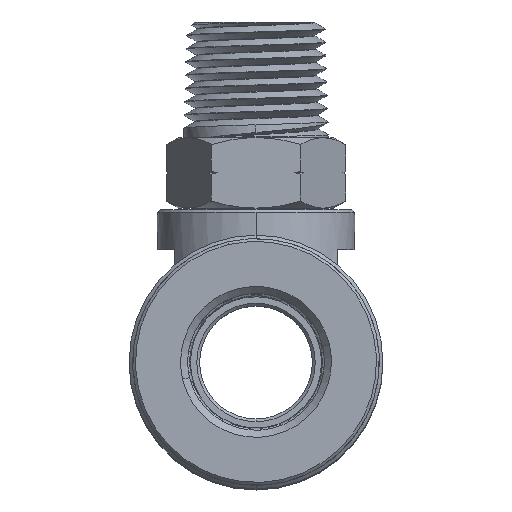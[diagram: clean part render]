
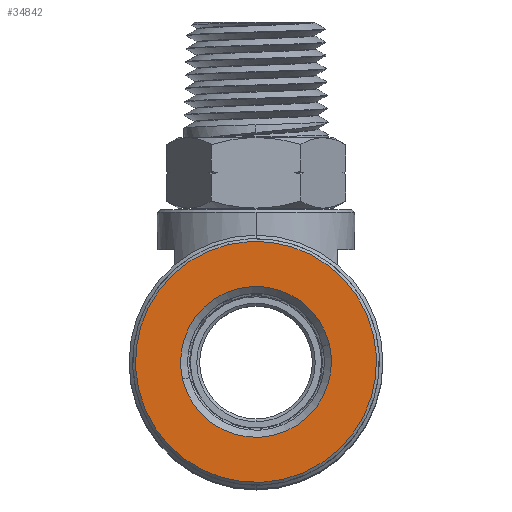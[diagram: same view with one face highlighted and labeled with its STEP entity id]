
A CAD part, top view. The second image highlights one B-rep face of the part: STEP entity #34842.
In plain terms, the highlighted planar face has unit normal (0, 0, 1).
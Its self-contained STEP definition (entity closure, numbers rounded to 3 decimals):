
#642 = ORIENTED_EDGE ( 'NONE', *, *, #32451, .T. ) ;
#2323 = CARTESIAN_POINT ( 'NONE',  ( 0., 0., 19.22 ) ) ;
#2330 = ORIENTED_EDGE ( 'NONE', *, *, #17444, .T. ) ;
#2507 = CARTESIAN_POINT ( 'NONE',  ( -5.208, -1.224, 19.22 ) ) ;
#6099 = DIRECTION ( 'NONE',  ( -0.229, 0.973, 0. ) ) ;
#6472 = DIRECTION ( 'NONE',  ( 0., 0., -1. ) ) ;
#7107 = AXIS2_PLACEMENT_3D ( 'NONE', #7967, #33986, #11720 ) ;
#7967 = CARTESIAN_POINT ( 'NONE',  ( 0., 0., 19.22 ) ) ;
#10002 = EDGE_CURVE ( 'NONE', #34608, #28119, #20446, .T. ) ;
#10592 = ORIENTED_EDGE ( 'NONE', *, *, #20733, .T. ) ;
#11348 = CARTESIAN_POINT ( 'NONE',  ( 0., 0., 19.22 ) ) ;
#11720 = DIRECTION ( 'NONE',  ( -0.229, 0.973, 0. ) ) ;
#11815 = CARTESIAN_POINT ( 'NONE',  ( 1.956, -8.323, 19.22 ) ) ;
#12248 = CIRCLE ( 'NONE', #15025, 5.35 ) ;
#12689 = CIRCLE ( 'NONE', #18497, 8.55 ) ;
#12818 = EDGE_LOOP ( 'NONE', ( #47299, #642 ) ) ;
#15025 = AXIS2_PLACEMENT_3D ( 'NONE', #28713, #6472, #32469 ) ;
#15075 = DIRECTION ( 'NONE',  ( 0.229, -0.973, 0. ) ) ;
#17444 = EDGE_CURVE ( 'NONE', #38596, #26332, #21240, .T. ) ;
#18497 = AXIS2_PLACEMENT_3D ( 'NONE', #2323, #28342, #6099 ) ;
#20446 = CIRCLE ( 'NONE', #31775, 5.35 ) ;
#20733 = EDGE_CURVE ( 'NONE', #26332, #38596, #12689, .T. ) ;
#21240 = CIRCLE ( 'NONE', #7107, 8.55 ) ;
#21697 = DIRECTION ( 'NONE',  ( 0., 0., -1. ) ) ;
#23331 = EDGE_LOOP ( 'NONE', ( #2330, #10592 ) ) ;
#24649 = FACE_OUTER_BOUND ( 'NONE', #23331, .T. ) ;
#26332 = VERTEX_POINT ( 'NONE', #11815 ) ;
#28119 = VERTEX_POINT ( 'NONE', #43706 ) ;
#28289 = CARTESIAN_POINT ( 'NONE',  ( -1.956, 8.323, 19.22 ) ) ;
#28342 = DIRECTION ( 'NONE',  ( 0., 0., 1. ) ) ;
#28713 = CARTESIAN_POINT ( 'NONE',  ( 0., 0., 19.22 ) ) ;
#31775 = AXIS2_PLACEMENT_3D ( 'NONE', #44021, #21697, #47770 ) ;
#32451 = EDGE_CURVE ( 'NONE', #28119, #34608, #12248, .T. ) ;
#32469 = DIRECTION ( 'NONE',  ( -0.973, -0.229, 0. ) ) ;
#33986 = DIRECTION ( 'NONE',  ( 0., 0., 1. ) ) ;
#34608 = VERTEX_POINT ( 'NONE', #2507 ) ;
#34842 = ADVANCED_FACE ( 'NONE', ( #43311, #24649 ), #44706, .T. ) ;
#37333 = DIRECTION ( 'NONE',  ( 0., 0., 1. ) ) ;
#38596 = VERTEX_POINT ( 'NONE', #28289 ) ;
#39445 = AXIS2_PLACEMENT_3D ( 'NONE', #11348, #37333, #15075 ) ;
#43311 = FACE_BOUND ( 'NONE', #12818, .T. ) ;
#43706 = CARTESIAN_POINT ( 'NONE',  ( 5.208, 1.224, 19.22 ) ) ;
#44021 = CARTESIAN_POINT ( 'NONE',  ( 0., 0., 19.22 ) ) ;
#44706 = PLANE ( 'NONE',  #39445 ) ;
#47299 = ORIENTED_EDGE ( 'NONE', *, *, #10002, .T. ) ;
#47770 = DIRECTION ( 'NONE',  ( -0.973, -0.229, 0. ) ) ;
